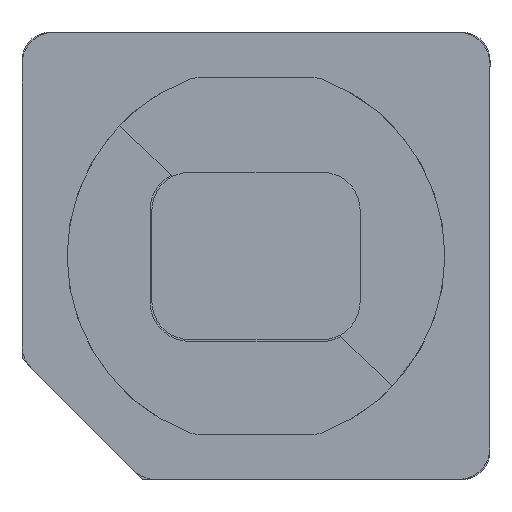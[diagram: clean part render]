
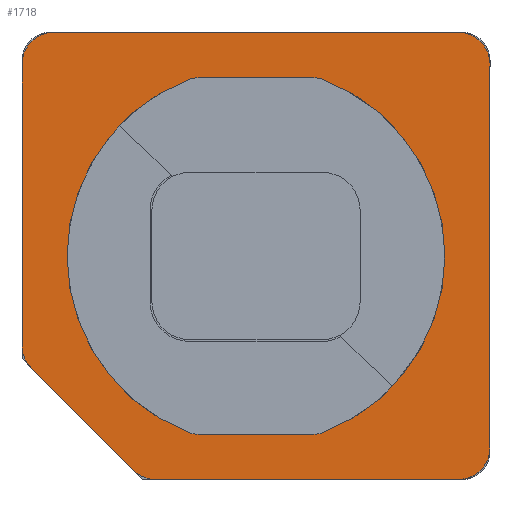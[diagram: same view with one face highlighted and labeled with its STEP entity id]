
A CAD part, top view. The second image highlights one B-rep face of the part: STEP entity #1718.
In plain terms, the highlighted planar face has unit normal (0, 0, 1).
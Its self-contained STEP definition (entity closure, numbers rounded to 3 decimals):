
#22=FACE_BOUND('',#197,.T.);
#93=FACE_OUTER_BOUND('',#196,.T.);
#196=EDGE_LOOP('',(#1275,#1276,#1277,#1278,#1279,#1280,#1281,#1282,#1283,
#1284));
#197=EDGE_LOOP('',(#1285,#1286,#1287,#1288,#1289,#1290,#1291,#1292));
#300=CIRCLE('',#1864,3.);
#301=CIRCLE('',#1867,3.);
#303=CIRCLE('',#1870,3.);
#305=CIRCLE('',#1874,3.);
#306=CIRCLE('',#1876,18.);
#311=CIRCLE('',#1882,3.);
#312=CIRCLE('',#1885,3.);
#313=CIRCLE('',#1886,3.);
#314=CIRCLE('',#1887,3.);
#315=CIRCLE('',#1888,3.);
#316=CIRCLE('',#1889,18.);
#398=LINE('',#2702,#570);
#402=LINE('',#2720,#574);
#410=LINE('',#2749,#582);
#413=LINE('',#2755,#585);
#414=LINE('',#2759,#586);
#415=LINE('',#2763,#587);
#416=LINE('',#2767,#588);
#570=VECTOR('',#2159,10.);
#574=VECTOR('',#2177,10.);
#582=VECTOR('',#2207,10.);
#585=VECTOR('',#2212,10.);
#586=VECTOR('',#2215,10.);
#587=VECTOR('',#2218,10.);
#588=VECTOR('',#2221,10.);
#749=VERTEX_POINT('',#2692);
#750=VERTEX_POINT('',#2694);
#752=VERTEX_POINT('',#2700);
#753=VERTEX_POINT('',#2704);
#755=VERTEX_POINT('',#2710);
#756=VERTEX_POINT('',#2711);
#759=VERTEX_POINT('',#2719);
#760=VERTEX_POINT('',#2724);
#767=VERTEX_POINT('',#2742);
#768=VERTEX_POINT('',#2744);
#769=VERTEX_POINT('',#2748);
#771=VERTEX_POINT('',#2754);
#772=VERTEX_POINT('',#2756);
#773=VERTEX_POINT('',#2758);
#774=VERTEX_POINT('',#2760);
#775=VERTEX_POINT('',#2762);
#776=VERTEX_POINT('',#2764);
#777=VERTEX_POINT('',#2766);
#931=EDGE_CURVE('',#749,#750,#300,.T.);
#935=EDGE_CURVE('',#749,#752,#398,.T.);
#936=EDGE_CURVE('',#753,#752,#301,.T.);
#939=EDGE_CURVE('',#755,#756,#303,.T.);
#943=EDGE_CURVE('',#759,#756,#402,.T.);
#946=EDGE_CURVE('',#759,#760,#305,.T.);
#948=EDGE_CURVE('',#755,#750,#306,.T.);
#956=EDGE_CURVE('',#767,#768,#311,.T.);
#958=EDGE_CURVE('',#769,#768,#410,.T.);
#961=EDGE_CURVE('',#771,#767,#413,.T.);
#962=EDGE_CURVE('',#772,#771,#312,.T.);
#963=EDGE_CURVE('',#772,#773,#414,.T.);
#964=EDGE_CURVE('',#774,#773,#313,.T.);
#965=EDGE_CURVE('',#774,#775,#415,.T.);
#966=EDGE_CURVE('',#776,#775,#314,.T.);
#967=EDGE_CURVE('',#776,#777,#416,.T.);
#968=EDGE_CURVE('',#769,#777,#315,.T.);
#969=EDGE_CURVE('',#753,#760,#316,.T.);
#1275=ORIENTED_EDGE('',*,*,#956,.F.);
#1276=ORIENTED_EDGE('',*,*,#961,.F.);
#1277=ORIENTED_EDGE('',*,*,#962,.F.);
#1278=ORIENTED_EDGE('',*,*,#963,.T.);
#1279=ORIENTED_EDGE('',*,*,#964,.F.);
#1280=ORIENTED_EDGE('',*,*,#965,.T.);
#1281=ORIENTED_EDGE('',*,*,#966,.F.);
#1282=ORIENTED_EDGE('',*,*,#967,.T.);
#1283=ORIENTED_EDGE('',*,*,#968,.F.);
#1284=ORIENTED_EDGE('',*,*,#958,.T.);
#1285=ORIENTED_EDGE('',*,*,#948,.T.);
#1286=ORIENTED_EDGE('',*,*,#931,.F.);
#1287=ORIENTED_EDGE('',*,*,#935,.T.);
#1288=ORIENTED_EDGE('',*,*,#936,.F.);
#1289=ORIENTED_EDGE('',*,*,#969,.T.);
#1290=ORIENTED_EDGE('',*,*,#946,.F.);
#1291=ORIENTED_EDGE('',*,*,#943,.T.);
#1292=ORIENTED_EDGE('',*,*,#939,.F.);
#1640=PLANE('',#1884);
#1718=ADVANCED_FACE('',(#93,#22),#1640,.T.);
#1864=AXIS2_PLACEMENT_3D('',#2695,#2152,#2153);
#1867=AXIS2_PLACEMENT_3D('',#2705,#2162,#2163);
#1870=AXIS2_PLACEMENT_3D('',#2712,#2169,#2170);
#1874=AXIS2_PLACEMENT_3D('',#2725,#2182,#2183);
#1876=AXIS2_PLACEMENT_3D('',#2728,#2187,#2188);
#1882=AXIS2_PLACEMENT_3D('',#2745,#2202,#2203);
#1884=AXIS2_PLACEMENT_3D('',#2753,#2210,#2211);
#1885=AXIS2_PLACEMENT_3D('',#2757,#2213,#2214);
#1886=AXIS2_PLACEMENT_3D('',#2761,#2216,#2217);
#1887=AXIS2_PLACEMENT_3D('',#2765,#2219,#2220);
#1888=AXIS2_PLACEMENT_3D('',#2768,#2222,#2223);
#1889=AXIS2_PLACEMENT_3D('',#2769,#2224,#2225);
#2152=DIRECTION('center_axis',(0.,0.,
1.));
#2153=DIRECTION('ref_axis',(0.183,-0.983,0.));
#2159=DIRECTION('',(-1.,0.,0.));
#2162=DIRECTION('center_axis',(0.,0.,
1.));
#2163=DIRECTION('ref_axis',(-0.183,-0.983,0.));
#2169=DIRECTION('center_axis',(0.,0.,
1.));
#2170=DIRECTION('ref_axis',(0.183,0.983,0.));
#2177=DIRECTION('',(1.,0.,0.));
#2182=DIRECTION('center_axis',(0.,0.,
1.));
#2183=DIRECTION('ref_axis',(-0.183,0.983,0.));
#2187=DIRECTION('center_axis',(0.,0.,
-1.));
#2188=DIRECTION('ref_axis',(-1.,0.,0.));
#2202=DIRECTION('center_axis',(0.,0.,
-1.));
#2203=DIRECTION('ref_axis',(-0.924,-0.383,0.));
#2207=DIRECTION('',(0.,-1.,0.));
#2210=DIRECTION('center_axis',(0.,0.,
1.));
#2211=DIRECTION('ref_axis',(1.,0.,0.));
#2212=DIRECTION('',(-0.707,0.707,0.));
#2213=DIRECTION('center_axis',(0.,0.,
-1.));
#2214=DIRECTION('ref_axis',(-0.383,-0.924,0.));
#2215=DIRECTION('',(1.,0.,0.));
#2216=DIRECTION('center_axis',(0.,0.,
-1.));
#2217=DIRECTION('ref_axis',(0.707,-0.707,0.));
#2218=DIRECTION('',(0.,1.,0.));
#2219=DIRECTION('center_axis',(0.,0.,
-1.));
#2220=DIRECTION('ref_axis',(0.707,0.707,0.));
#2221=DIRECTION('',(-1.,0.,0.));
#2222=DIRECTION('center_axis',(0.,0.,
-1.));
#2223=DIRECTION('ref_axis',(-0.707,0.707,0.));
#2224=DIRECTION('center_axis',(0.,0.,
-1.));
#2225=DIRECTION('ref_axis',(-1.,0.,0.));
#2692=CARTESIAN_POINT('',(5.385,-17.,3.115));
#2694=CARTESIAN_POINT('',(6.462,-16.8,3.115));
#2695=CARTESIAN_POINT('Origin',(5.385,-14.,3.115));
#2700=CARTESIAN_POINT('',(-5.385,-17.,3.115));
#2702=CARTESIAN_POINT('',(5.916,-17.,3.115));
#2704=CARTESIAN_POINT('',(-6.462,-16.8,3.115));
#2705=CARTESIAN_POINT('Origin',(-5.385,-14.,3.115));
#2710=CARTESIAN_POINT('',(6.462,16.8,3.115));
#2711=CARTESIAN_POINT('',(5.385,17.,3.115));
#2712=CARTESIAN_POINT('Origin',(5.385,14.,3.115));
#2719=CARTESIAN_POINT('',(-5.385,17.,3.115));
#2720=CARTESIAN_POINT('',(-5.916,17.,3.115));
#2724=CARTESIAN_POINT('',(-6.462,16.8,3.115));
#2725=CARTESIAN_POINT('Origin',(-5.385,14.,3.115));
#2728=CARTESIAN_POINT('Origin',(0.,0.,
3.115));
#2742=CARTESIAN_POINT('',(-21.421,-10.679,3.115));
#2744=CARTESIAN_POINT('',(-22.3,-8.557,3.115));
#2745=CARTESIAN_POINT('Origin',(-19.3,-8.557,3.115));
#2748=CARTESIAN_POINT('',(-22.3,18.3,3.115));
#2749=CARTESIAN_POINT('',(-22.3,21.3,3.115));
#2753=CARTESIAN_POINT('Origin',(0.,0.,
3.115));
#2754=CARTESIAN_POINT('',(-11.679,-20.421,3.115));
#2755=CARTESIAN_POINT('',(-16.3,-15.8,3.115));
#2756=CARTESIAN_POINT('',(-9.557,-21.3,3.115));
#2757=CARTESIAN_POINT('Origin',(-9.557,-18.3,3.115));
#2758=CARTESIAN_POINT('',(19.3,-21.3,3.115));
#2759=CARTESIAN_POINT('',(-22.3,-21.3,3.115));
#2760=CARTESIAN_POINT('',(22.3,-18.3,3.115));
#2761=CARTESIAN_POINT('Origin',(19.3,-18.3,3.115));
#2762=CARTESIAN_POINT('',(22.3,18.3,3.115));
#2763=CARTESIAN_POINT('',(22.3,-21.3,3.115));
#2764=CARTESIAN_POINT('',(19.3,21.3,3.115));
#2765=CARTESIAN_POINT('Origin',(19.3,18.3,3.115));
#2766=CARTESIAN_POINT('',(-19.3,21.3,3.115));
#2767=CARTESIAN_POINT('',(22.3,21.3,3.115));
#2768=CARTESIAN_POINT('Origin',(-19.3,18.3,3.115));
#2769=CARTESIAN_POINT('Origin',(0.,0.,
3.115));
